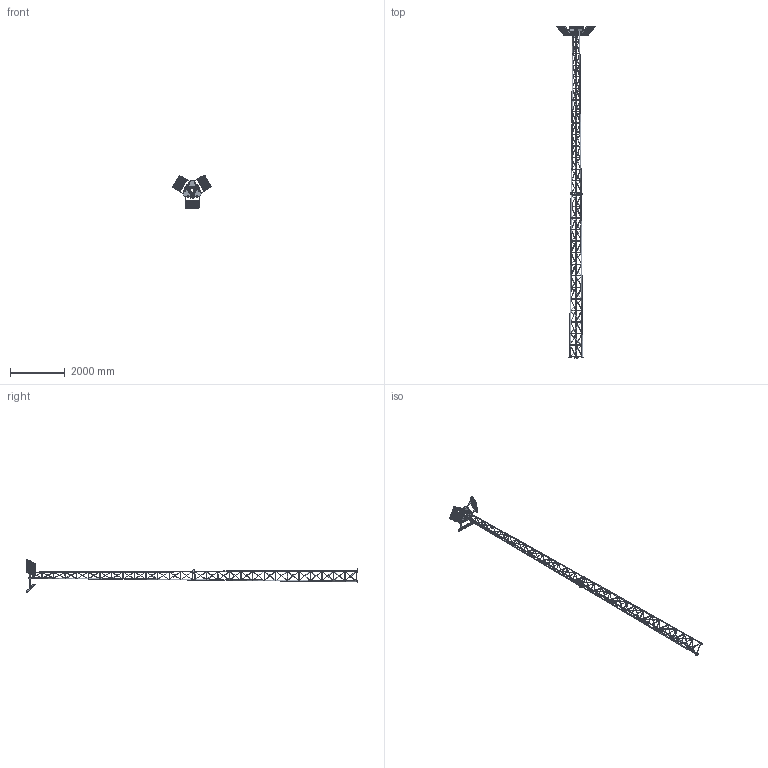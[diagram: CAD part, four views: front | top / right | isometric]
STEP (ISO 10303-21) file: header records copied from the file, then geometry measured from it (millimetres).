
FILE_DESCRIPTION (( 'STEP AP214' ), '1' );
FILE_NAME ('Wieza zlozenie H12 3xDuzy LED.STEP', '2025-03-07T17:39:16', ( '' ), ( '' ), 'SwSTEP 2.0', 'SolidWorks 2024', '' );
FILE_SCHEMA (( 'AUTOMOTIVE_DESIGN' ));
Length unit declared in the file: millimetre
Products named in the file (14): Płyta mocowania LED; hex nut style 2 gradeab_din_Hexagon Nut ISO 4033 - M20 - W - N; LED module; Wieża zlozenie H12 3xDuzy LED; segment w450-345 h6000; high strength hex head bolt_din_DIN 6914 - M12 x 30 x 21-N; Zlozenie modelu naswietlacza LED; hex nut gradec_din_Hexagon Nut ISO 4034 - M20 - N; segment w345-240 h6000; high strength hex head bolt_din_DIN 6914 - M20 x 60 x 31-N; palak naswietlacza LED; hex nut style 2 gradeab_din_Hexagon Nut ISO 4033 - M12 - W - N; hex screw gradec_din_DIN EN 24018 - M20 x 40-WN; hex screw gradec_din_DIN EN 24018 - M20 x 50-WN
Assembly tree (54 placements, depth 3):
  Wieża zlozenie H12 3xDuzy LED
    segment w345-240 h6000
    segment w450-345 h6000
    Płyta mocowania LED
    Zlozenie modelu naswietlacza LED  x3
      LED module
      palak naswietlacza LED
      high strength hex head bolt_din_DIN 6914 - M12 x 30 x 21-N
      hex nut style 2 gradeab_din_Hexagon Nut ISO 4033 - M12 - W - N
    hex screw gradec_din_DIN EN 24018 - M20 x 40-WN  x9
    hex screw gradec_din_DIN EN 24018 - M20 x 50-WN  x6
    hex nut style 2 gradeab_din_Hexagon Nut ISO 4033 - M20 - W - N  x15
    high strength hex head bolt_din_DIN 6914 - M20 x 60 x 31-N  x6
    hex nut gradec_din_Hexagon Nut ISO 4034 - M20 - N  x6
Bounding box: 1410.68 x 12147.48 x 1231.42 mm (x, y, z)
Volume: 56298484.9 mm3; surface area: 10241567.5 mm2
Topology: 1054 solids, 1054 shells, 5908 faces, 12964 edges, 8054 vertices
Faces by surface type: plane 2486, cylinder 1472, sphere 1152, cone 522, bspline 228, torus 48
Entity records: 108014 total; most frequent: CARTESIAN_POINT 56376, DIRECTION 9262, ORIENTED_EDGE 8736, EDGE_CURVE 4368, AXIS2_PLACEMENT_3D 3769, VERTEX_POINT 2892, EDGE_LOOP 2568, FACE_OUTER_BOUND 2429
